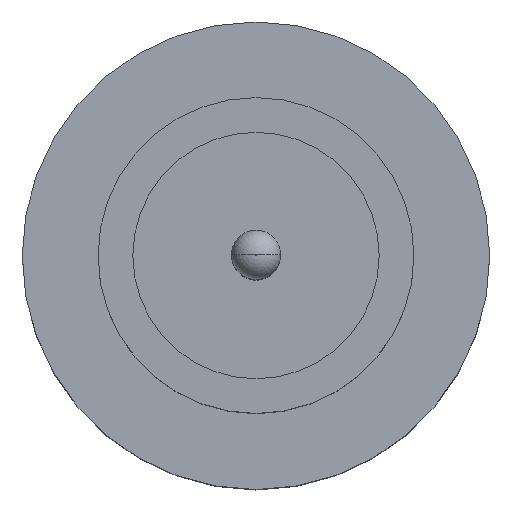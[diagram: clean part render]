
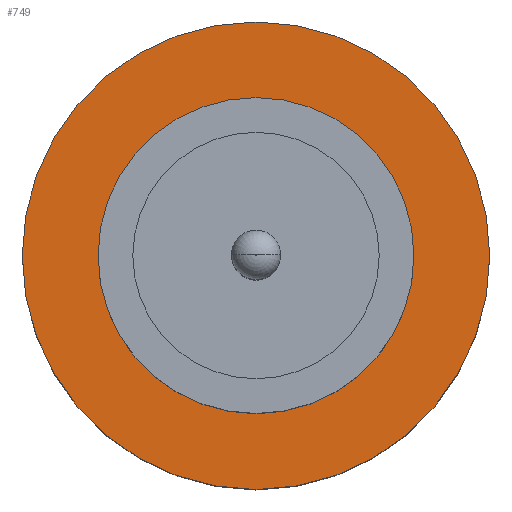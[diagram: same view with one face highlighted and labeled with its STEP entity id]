
A CAD part, top view. The second image highlights one B-rep face of the part: STEP entity #749.
In plain terms, the highlighted planar face has unit normal (0, 0, 1).
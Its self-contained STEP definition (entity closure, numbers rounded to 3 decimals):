
#27 = AXIS2_PLACEMENT_3D ( 'NONE', #158, #579, #107 ) ;
#33 = EDGE_LOOP ( 'NONE', ( #441, #236 ) ) ;
#82 = AXIS2_PLACEMENT_3D ( 'NONE', #234, #679, #733 ) ;
#95 = CARTESIAN_POINT ( 'NONE',  ( 1.25, 0., 1.55 ) ) ;
#98 = CIRCLE ( 'NONE', #528, 1.25 ) ;
#107 = DIRECTION ( 'NONE',  ( 1., 0., 0. ) ) ;
#144 = CARTESIAN_POINT ( 'NONE',  ( -1.85, 0., 1.55 ) ) ;
#153 = DIRECTION ( 'NONE',  ( 1., 0., 0. ) ) ;
#158 = CARTESIAN_POINT ( 'NONE',  ( 0., 0., 1.55 ) ) ;
#164 = VERTEX_POINT ( 'NONE', #95 ) ;
#177 = EDGE_CURVE ( 'NONE', #164, #519, #242, .T. ) ;
#185 = EDGE_CURVE ( 'NONE', #519, #164, #98, .T. ) ;
#203 = ORIENTED_EDGE ( 'NONE', *, *, #185, .F. ) ;
#230 = CIRCLE ( 'NONE', #27, 1.85 ) ;
#234 = CARTESIAN_POINT ( 'NONE',  ( 0., 0., 1.55 ) ) ;
#236 = ORIENTED_EDGE ( 'NONE', *, *, #675, .T. ) ;
#242 = CIRCLE ( 'NONE', #82, 1.25 ) ;
#263 = FACE_BOUND ( 'NONE', #357, .T. ) ;
#341 = VERTEX_POINT ( 'NONE', #539 ) ;
#357 = EDGE_LOOP ( 'NONE', ( #398, #203 ) ) ;
#386 = CARTESIAN_POINT ( 'NONE',  ( 0., 0., 1.55 ) ) ;
#396 = PLANE ( 'NONE',  #681 ) ;
#398 = ORIENTED_EDGE ( 'NONE', *, *, #177, .F. ) ;
#413 = DIRECTION ( 'NONE',  ( 0., 0., 1. ) ) ;
#441 = ORIENTED_EDGE ( 'NONE', *, *, #490, .T. ) ;
#453 = DIRECTION ( 'NONE',  ( 0., 0., 1. ) ) ;
#490 = EDGE_CURVE ( 'NONE', #650, #341, #548, .T. ) ;
#519 = VERTEX_POINT ( 'NONE', #651 ) ;
#528 = AXIS2_PLACEMENT_3D ( 'NONE', #800, #413, #536 ) ;
#536 = DIRECTION ( 'NONE',  ( 1., 0., 0. ) ) ;
#539 = CARTESIAN_POINT ( 'NONE',  ( 1.85, 0., 1.55 ) ) ;
#542 = FACE_OUTER_BOUND ( 'NONE', #33, .T. ) ;
#548 = CIRCLE ( 'NONE', #656, 1.85 ) ;
#579 = DIRECTION ( 'NONE',  ( 0., 0., 1. ) ) ;
#650 = VERTEX_POINT ( 'NONE', #144 ) ;
#651 = CARTESIAN_POINT ( 'NONE',  ( -1.25, 0., 1.55 ) ) ;
#654 = CARTESIAN_POINT ( 'NONE',  ( 0., 0., 1.55 ) ) ;
#656 = AXIS2_PLACEMENT_3D ( 'NONE', #654, #453, #153 ) ;
#675 = EDGE_CURVE ( 'NONE', #341, #650, #230, .T. ) ;
#679 = DIRECTION ( 'NONE',  ( 0., 0., 1. ) ) ;
#681 = AXIS2_PLACEMENT_3D ( 'NONE', #386, #724, #722 ) ;
#722 = DIRECTION ( 'NONE',  ( 1., 0., 0. ) ) ;
#724 = DIRECTION ( 'NONE',  ( 0., 0., 1. ) ) ;
#733 = DIRECTION ( 'NONE',  ( 1., 0., 0. ) ) ;
#749 = ADVANCED_FACE ( 'NONE', ( #263, #542 ), #396, .T. ) ;
#800 = CARTESIAN_POINT ( 'NONE',  ( 0., 0., 1.55 ) ) ;
